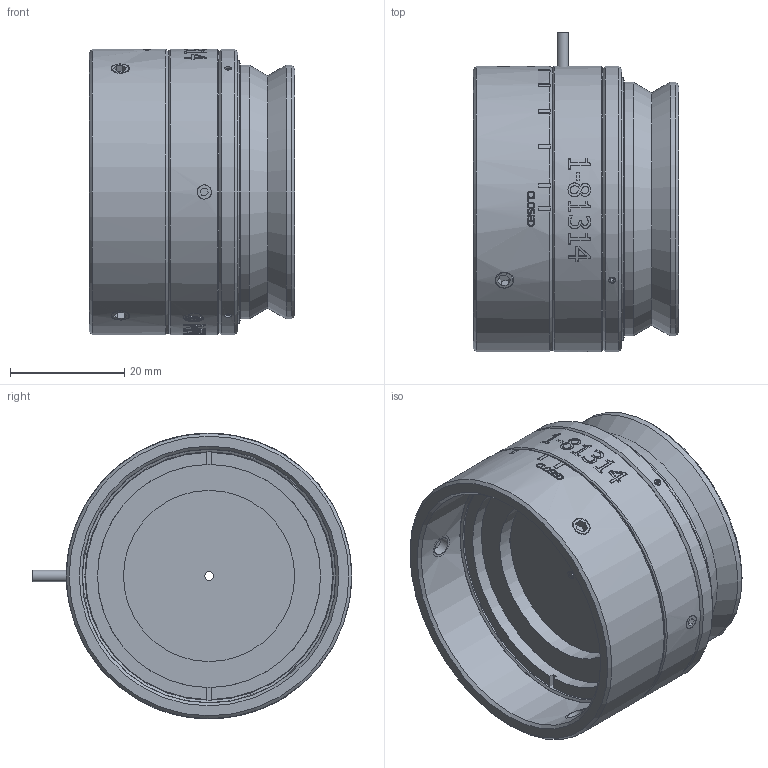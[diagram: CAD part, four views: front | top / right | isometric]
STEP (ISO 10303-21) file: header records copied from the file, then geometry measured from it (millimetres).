
FILE_DESCRIPTION(/* description */ ('RESOLV, INTERFACE, IRIS'),/* implementation_level */ '2;1');
FILE_NAME(/* name */ 'Jesse''81314_0.stp',/* time_stamp */ '2019-05-07T07:17:53-04:00',/* author */ ('Williamson'),/* organization */ ('NAVITAR'),/* preprocessor_version */ 'ST-DEVELOPER v17',/* originating_system */ 'Autodesk Inventor 2019',/* authorisation */ '');
FILE_SCHEMA (('AUTOMOTIVE_DESIGN { 1 0 10303 214 3 1 1 }'));
Length unit declared in the file: inch
Products named in the file (10): 1-81314; 3-80375; 3-80376; 8-7488; 3-80378-R; 8-7602; 8-80496; 3-80497; 3-80377; 8-7012
Assembly tree (13 placements, depth 2):
  1-81314
    3-80375
    3-80376
    8-7488  x3
    3-80378-R
    8-7602
    8-80496
    3-80497
    3-80377
    8-7012  x3
Bounding box: 36.04 x 56.01 x 50.04 mm (x, y, z)
Volume: 22280.1 mm3; surface area: 23504 mm2
Topology: 14 solids, 17 shells, 569 faces, 1503 edges, 1017 vertices
Faces by surface type: plane 295, bspline 145, cylinder 90, cone 38, sphere 1
Full cylindrical faces by diameter (mm): 1.194 x3, 1.321 x1, 1.524 x3, 1.587 x1, 1.6 x1, 1.702 x1, 2 x1, 2.464 x1, 3 x1, 3.251 x3, 4 x3, 30 x1, 36.188 x1, 38.481 x2, 39.088 x1, 42 x1, 42.037 x1, 43.536 x1, 43.942 x1, 44.168 x1, 44.395 x1, 44.45 x2, 44.475 x1, 45.138 x1, 45.161 x1, 45.997 x1, 46.228 x2, 50.038 x3
Entity records: 21600 total; most frequent: CARTESIAN_POINT 8652, ORIENTED_EDGE 2790, DIRECTION 2243, EDGE_CURVE 1398, VERTEX_POINT 949, AXIS2_PLACEMENT_3D 772, LINE 699, VECTOR 699
